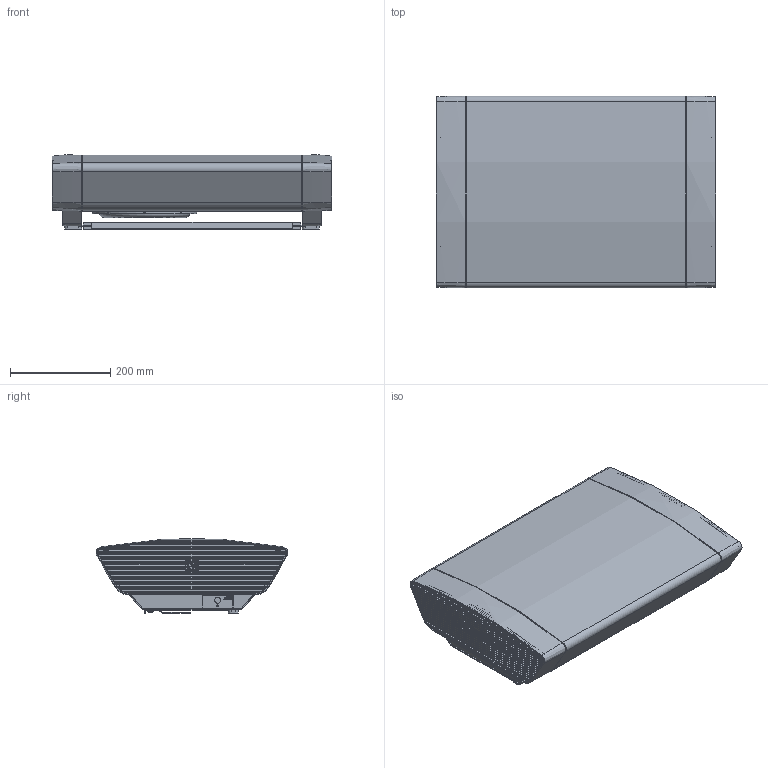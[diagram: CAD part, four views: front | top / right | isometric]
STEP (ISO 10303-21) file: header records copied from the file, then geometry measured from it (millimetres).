
FILE_DESCRIPTION(/* description */ (''),/* implementation_level */ '2;1');
FILE_NAME(/* name */ 'AUDAC-NOBA8(A).stp',/* time_stamp */ '2021-03-01T10:44:11+01:00',/* author */ ('kamiel'),/* organization */ (''),/* preprocessor_version */ 'ST-DEVELOPER v18.1',/* originating_system */ 'Autodesk Inventor 2021',/* authorisation */ '');
FILE_SCHEMA (('AUTOMOTIVE_DESIGN { 1 0 10303 214 3 1 1 }'));
Length unit declared in the file: millimetre
Products named in the file (1): AUDAC-NOBA8(A)
Bounding box: 558 x 383.24 x 149.1 mm (x, y, z)
Volume: 20829310.3 mm3; surface area: 1048630.8 mm2
Topology: 2 solids, 38 shells, 3274 faces, 9188 edges, 5836 vertices
Faces by surface type: plane 2031, cone 450, bspline 354, cylinder 276, torus 145, sphere 18
Full cylindrical faces by diameter (mm): 2.9 x2, 3.4 x4, 3.5 x6, 3.9 x6, 4.567 x8, 5.459 x4, 6 x4, 6.6 x4, 7.3 x8, 8 x1, 8.5 x6, 12 x2, 13 x2, 14 x1, 144 x1, 178.933 x1, 180 x1, 184.3 x1, 206.8 x1, 208.8 x1
Entity records: 124209 total; most frequent: CARTESIAN_POINT 39698, ORIENTED_EDGE 18352, DIRECTION 15395, EDGE_CURVE 9176, VERTEX_POINT 5838, LINE 5409, VECTOR 5409, AXIS2_PLACEMENT_3D 4993
